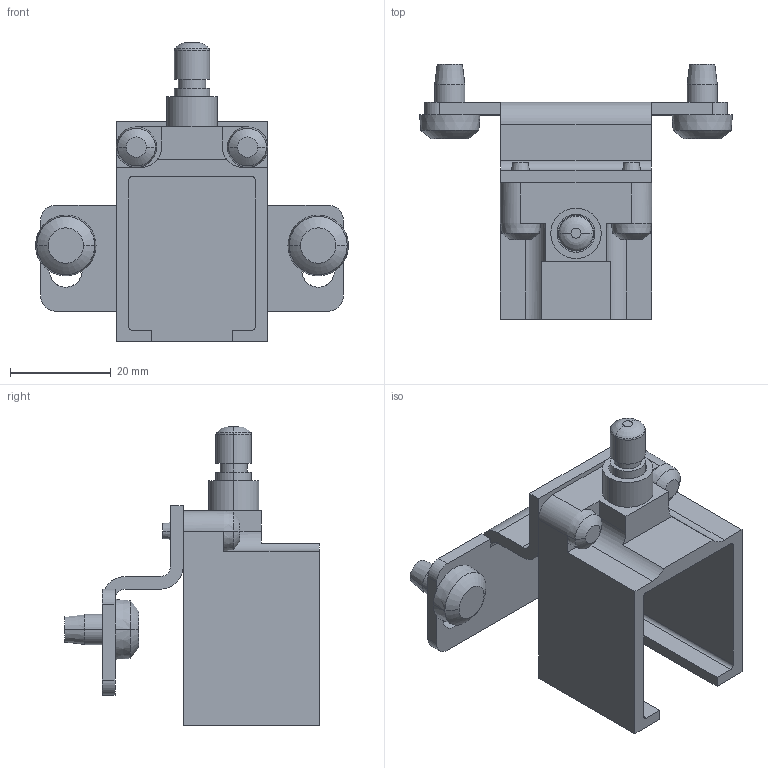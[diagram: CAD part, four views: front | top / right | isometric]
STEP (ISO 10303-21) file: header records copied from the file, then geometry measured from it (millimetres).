
FILE_DESCRIPTION(('STEP AP214'),'1');
FILE_NAME('cctmp_8DC1C281-953D-4048-B6ED-3E9970916A0E_2023_07_22_19_09_26_0656..stp','2023-07-22T17:09:27',('SIEMENS A&D'),('CADClick - www.CADClick.com'),'Spatial InterOp 3D postprocessed',' ','unknown authorization');
FILE_SCHEMA(('AUTOMOTIVE_DESIGN'));
Length unit declared in the file: millimetre
Products named in the file (1): 2023_07_22_19_09_26_0648
Bounding box: 62 x 50.5 x 59.2 mm (x, y, z)
Volume: 18146.9 mm3; surface area: 14511.6 mm2
Topology: 1 solids, 1 shells, 141 faces, 346 edges, 220 vertices
Faces by surface type: plane 67, cylinder 46, cone 16, torus 12
Entity records: 6911 total; most frequent: DIRECTION 788, STYLED_ITEM 708, PRESENTATION_STYLE_ASSIGNMENT 708, CARTESIAN_POINT 708, ORIENTED_EDGE 692, EDGE_CURVE 346, CURVE_STYLE 346, DRAUGHTING_PRE_DEFINED_CURVE_FONT 346
